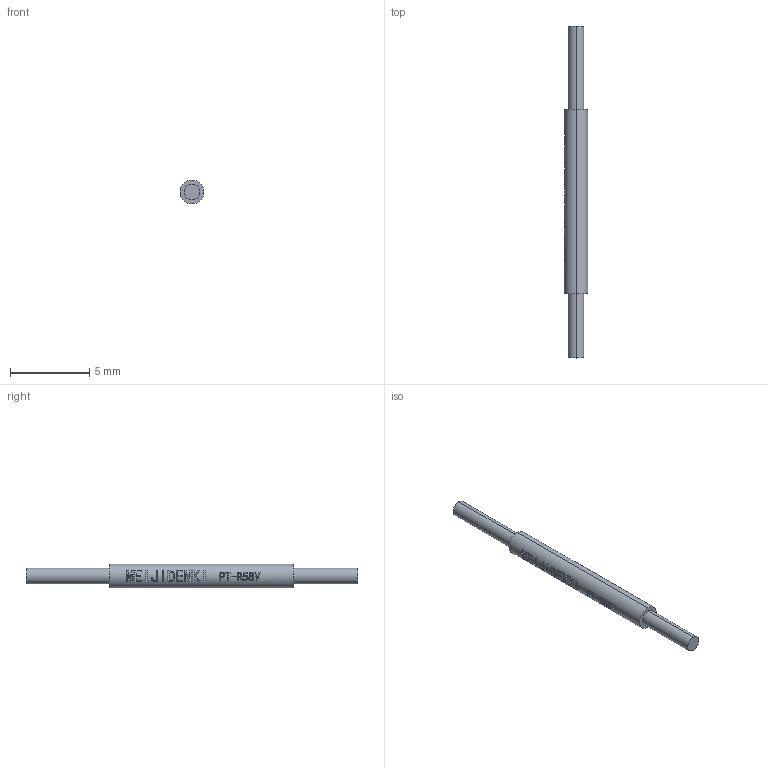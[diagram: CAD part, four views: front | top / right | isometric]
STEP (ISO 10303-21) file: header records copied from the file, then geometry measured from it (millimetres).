
FILE_DESCRIPTION (( 'STEP AP214' ), '1' );
FILE_NAME ('PT-R58V.STEP', '2015-09-24T07:58:06', ( '' ), ( '' ), 'SwSTEP 2.0', 'SolidWorks 2013', '' );
FILE_SCHEMA (( 'AUTOMOTIVE_DESIGN' ));
Length unit declared in the file: millimetre
Products named in the file (1): PT-R58V
Bounding box: 1.5 x 21 x 1.5 mm (x, y, z)
Volume: 27.8 mm3; surface area: 90.9 mm2
Topology: 1 solids, 1 shells, 181 faces, 462 edges, 308 vertices
Faces by surface type: plane 141, bspline 27, cylinder 13
Entity records: 9558 total; most frequent: CARTESIAN_POINT 3344, ORIENTED_EDGE 924, DIRECTION 763, EDGE_CURVE 462, VECTOR 325, LINE 325, VERTEX_POINT 308, AXIS2_PLACEMENT_3D 219
